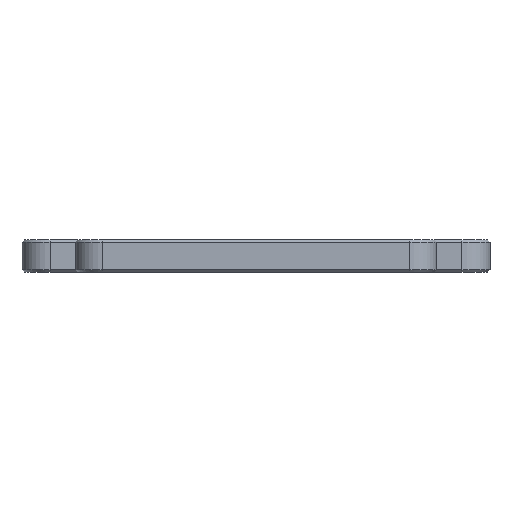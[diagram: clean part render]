
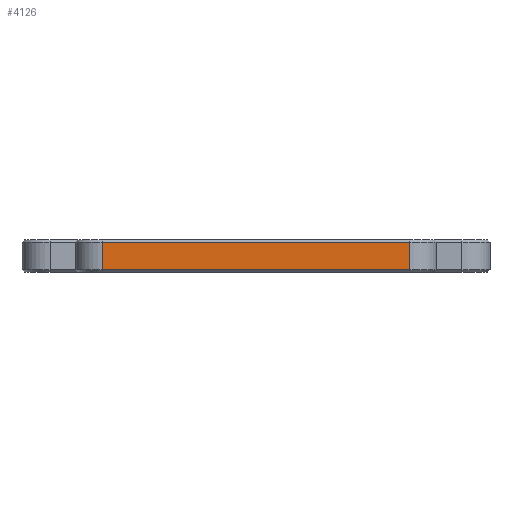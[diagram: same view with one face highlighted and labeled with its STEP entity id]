
A CAD part, left-side view. The second image highlights one B-rep face of the part: STEP entity #4126.
In plain terms, the highlighted planar face has unit normal (-1, 0, 0).
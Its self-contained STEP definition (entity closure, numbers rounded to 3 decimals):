
#843 = PLANE('',#844);
#844 = AXIS2_PLACEMENT_3D('',#845,#846,#847);
#845 = CARTESIAN_POINT('',(-28.05,62.5,0.2));
#846 = DIRECTION('',(-0.707,0.,
    -0.707));
#847 = DIRECTION('',(0.,1.,0.));
#1517 = PLANE('',#1518);
#1518 = AXIS2_PLACEMENT_3D('',#1519,#1520,#1521);
#1519 = CARTESIAN_POINT('',(-28.05,62.5,5.8));
#1520 = DIRECTION('',(0.707,0.,-0.707));
#1521 = DIRECTION('',(0.,1.,0.));
#2435 = VERTEX_POINT('',#2436);
#2436 = CARTESIAN_POINT('',(-28.25,5.,0.4));
#2470 = CYLINDRICAL_SURFACE('',#2471,5.);
#2471 = AXIS2_PLACEMENT_3D('',#2472,#2473,#2474);
#2472 = CARTESIAN_POINT('',(-23.25,5.,0.));
#2473 = DIRECTION('',(0.,0.,-1.));
#2474 = DIRECTION('',(1.,0.,0.));
#2513 = VERTEX_POINT('',#2514);
#2514 = CARTESIAN_POINT('',(-28.25,62.5,0.4));
#2533 = EDGE_CURVE('',#2513,#2435,#2534,.T.);
#2534 = SURFACE_CURVE('',#2535,(#2539,#2546),.PCURVE_S1.);
#2535 = LINE('',#2536,#2537);
#2536 = CARTESIAN_POINT('',(-28.25,62.5,0.4));
#2537 = VECTOR('',#2538,1.);
#2538 = DIRECTION('',(0.,-1.,0.));
#2539 = PCURVE('',#843,#2540);
#2540 = DEFINITIONAL_REPRESENTATION('',(#2541),#2545);
#2541 = LINE('',#2542,#2543);
#2542 = CARTESIAN_POINT('',(0.,-0.283));
#2543 = VECTOR('',#2544,1.);
#2544 = DIRECTION('',(-1.,0.));
#2545 = ( GEOMETRIC_REPRESENTATION_CONTEXT(2) 
PARAMETRIC_REPRESENTATION_CONTEXT() REPRESENTATION_CONTEXT('2D SPACE',''
  ) );
#2546 = PCURVE('',#2547,#2552);
#2547 = PLANE('',#2548);
#2548 = AXIS2_PLACEMENT_3D('',#2549,#2550,#2551);
#2549 = CARTESIAN_POINT('',(-28.25,5.,0.));
#2550 = DIRECTION('',(-1.,0.,0.));
#2551 = DIRECTION('',(0.,1.,0.));
#2552 = DEFINITIONAL_REPRESENTATION('',(#2553),#2557);
#2553 = LINE('',#2554,#2555);
#2554 = CARTESIAN_POINT('',(57.5,-0.4));
#2555 = VECTOR('',#2556,1.);
#2556 = DIRECTION('',(-1.,0.));
#2557 = ( GEOMETRIC_REPRESENTATION_CONTEXT(2) 
PARAMETRIC_REPRESENTATION_CONTEXT() REPRESENTATION_CONTEXT('2D SPACE',''
  ) );
#2648 = CYLINDRICAL_SURFACE('',#2649,5.);
#2649 = AXIS2_PLACEMENT_3D('',#2650,#2651,#2652);
#2650 = CARTESIAN_POINT('',(-23.25,62.5,0.));
#2651 = DIRECTION('',(0.,0.,-1.));
#2652 = DIRECTION('',(1.,0.,0.));
#3341 = VERTEX_POINT('',#3342);
#3342 = CARTESIAN_POINT('',(-28.25,5.,5.6));
#3414 = VERTEX_POINT('',#3415);
#3415 = CARTESIAN_POINT('',(-28.25,62.5,5.6));
#3434 = EDGE_CURVE('',#3414,#3341,#3435,.T.);
#3435 = SURFACE_CURVE('',#3436,(#3440,#3447),.PCURVE_S1.);
#3436 = LINE('',#3437,#3438);
#3437 = CARTESIAN_POINT('',(-28.25,62.5,5.6));
#3438 = VECTOR('',#3439,1.);
#3439 = DIRECTION('',(0.,-1.,0.));
#3440 = PCURVE('',#1517,#3441);
#3441 = DEFINITIONAL_REPRESENTATION('',(#3442),#3446);
#3442 = LINE('',#3443,#3444);
#3443 = CARTESIAN_POINT('',(0.,-0.283));
#3444 = VECTOR('',#3445,1.);
#3445 = DIRECTION('',(-1.,0.));
#3446 = ( GEOMETRIC_REPRESENTATION_CONTEXT(2) 
PARAMETRIC_REPRESENTATION_CONTEXT() REPRESENTATION_CONTEXT('2D SPACE',''
  ) );
#3447 = PCURVE('',#2547,#3448);
#3448 = DEFINITIONAL_REPRESENTATION('',(#3449),#3453);
#3449 = LINE('',#3450,#3451);
#3450 = CARTESIAN_POINT('',(57.5,-5.6));
#3451 = VECTOR('',#3452,1.);
#3452 = DIRECTION('',(-1.,0.));
#3453 = ( GEOMETRIC_REPRESENTATION_CONTEXT(2) 
PARAMETRIC_REPRESENTATION_CONTEXT() REPRESENTATION_CONTEXT('2D SPACE',''
  ) );
#4103 = EDGE_CURVE('',#2435,#3341,#4104,.T.);
#4104 = SURFACE_CURVE('',#4105,(#4109,#4116),.PCURVE_S1.);
#4105 = LINE('',#4106,#4107);
#4106 = CARTESIAN_POINT('',(-28.25,5.,0.));
#4107 = VECTOR('',#4108,1.);
#4108 = DIRECTION('',(0.,0.,1.));
#4109 = PCURVE('',#2470,#4110);
#4110 = DEFINITIONAL_REPRESENTATION('',(#4111),#4115);
#4111 = LINE('',#4112,#4113);
#4112 = CARTESIAN_POINT('',(-3.142,0.));
#4113 = VECTOR('',#4114,1.);
#4114 = DIRECTION('',(0.,-1.));
#4115 = ( GEOMETRIC_REPRESENTATION_CONTEXT(2) 
PARAMETRIC_REPRESENTATION_CONTEXT() REPRESENTATION_CONTEXT('2D SPACE',''
  ) );
#4116 = PCURVE('',#2547,#4117);
#4117 = DEFINITIONAL_REPRESENTATION('',(#4118),#4122);
#4118 = LINE('',#4119,#4120);
#4119 = CARTESIAN_POINT('',(0.,0.));
#4120 = VECTOR('',#4121,1.);
#4121 = DIRECTION('',(0.,-1.));
#4122 = ( GEOMETRIC_REPRESENTATION_CONTEXT(2) 
PARAMETRIC_REPRESENTATION_CONTEXT() REPRESENTATION_CONTEXT('2D SPACE',''
  ) );
#4126 = ADVANCED_FACE('',(#4127),#2547,.T.);
#4127 = FACE_BOUND('',#4128,.T.);
#4128 = EDGE_LOOP('',(#4129,#4130,#4131,#4152));
#4129 = ORIENTED_EDGE('',*,*,#4103,.T.);
#4130 = ORIENTED_EDGE('',*,*,#3434,.F.);
#4131 = ORIENTED_EDGE('',*,*,#4132,.F.);
#4132 = EDGE_CURVE('',#2513,#3414,#4133,.T.);
#4133 = SURFACE_CURVE('',#4134,(#4138,#4145),.PCURVE_S1.);
#4134 = LINE('',#4135,#4136);
#4135 = CARTESIAN_POINT('',(-28.25,62.5,0.));
#4136 = VECTOR('',#4137,1.);
#4137 = DIRECTION('',(0.,0.,1.));
#4138 = PCURVE('',#2547,#4139);
#4139 = DEFINITIONAL_REPRESENTATION('',(#4140),#4144);
#4140 = LINE('',#4141,#4142);
#4141 = CARTESIAN_POINT('',(57.5,0.));
#4142 = VECTOR('',#4143,1.);
#4143 = DIRECTION('',(0.,-1.));
#4144 = ( GEOMETRIC_REPRESENTATION_CONTEXT(2) 
PARAMETRIC_REPRESENTATION_CONTEXT() REPRESENTATION_CONTEXT('2D SPACE',''
  ) );
#4145 = PCURVE('',#2648,#4146);
#4146 = DEFINITIONAL_REPRESENTATION('',(#4147),#4151);
#4147 = LINE('',#4148,#4149);
#4148 = CARTESIAN_POINT('',(-3.142,0.));
#4149 = VECTOR('',#4150,1.);
#4150 = DIRECTION('',(0.,-1.));
#4151 = ( GEOMETRIC_REPRESENTATION_CONTEXT(2) 
PARAMETRIC_REPRESENTATION_CONTEXT() REPRESENTATION_CONTEXT('2D SPACE',''
  ) );
#4152 = ORIENTED_EDGE('',*,*,#2533,.T.);
